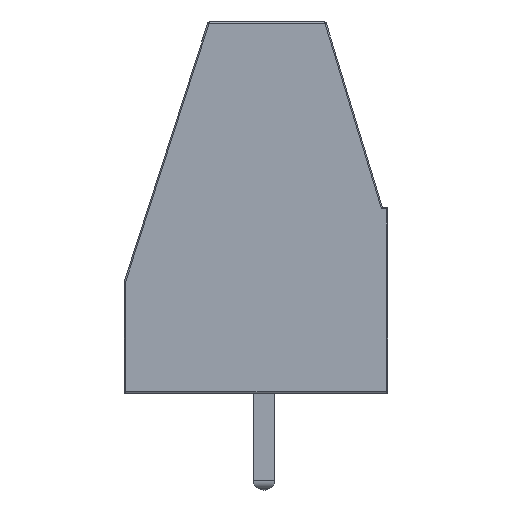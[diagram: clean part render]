
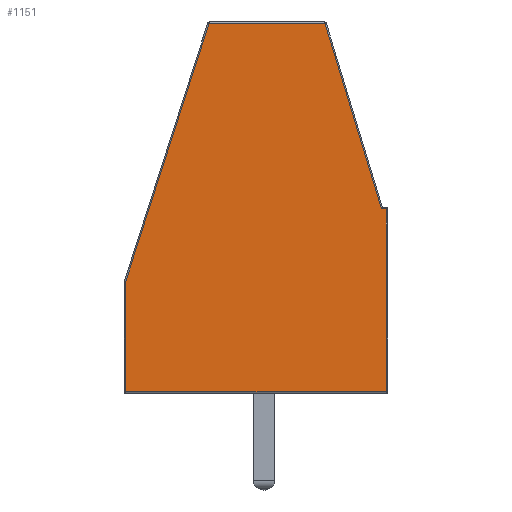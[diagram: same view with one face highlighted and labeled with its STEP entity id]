
A CAD part, left-side view. The second image highlights one B-rep face of the part: STEP entity #1151.
In plain terms, the highlighted planar face has unit normal (-1, 0, 0).
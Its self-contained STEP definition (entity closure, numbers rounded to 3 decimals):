
#167 = VERTEX_POINT('',#168);
#168 = CARTESIAN_POINT('',(-2.54,-2.263,13.85));
#183 = EDGE_CURVE('',#184,#167,#186,.T.);
#184 = VERTEX_POINT('',#185);
#185 = CARTESIAN_POINT('',(-2.54,-4.363,6.95));
#186 = LINE('',#187,#188);
#187 = CARTESIAN_POINT('',(-2.54,-4.352,6.985));
#188 = VECTOR('',#189,1.);
#189 = DIRECTION('',(0.,0.291,0.957));
#1131 = VERTEX_POINT('',#1132);
#1132 = CARTESIAN_POINT('',(-2.54,-4.55,6.95));
#1141 = EDGE_CURVE('',#1131,#184,#1142,.T.);
#1142 = LINE('',#1143,#1144);
#1143 = CARTESIAN_POINT('',(-2.54,-4.6,6.95));
#1144 = VECTOR('',#1145,1.);
#1145 = DIRECTION('',(0.,1.,0.));
#1151 = ADVANCED_FACE('',(#1152),#1194,.T.);
#1152 = FACE_BOUND('',#1153,.T.);
#1153 = EDGE_LOOP('',(#1154,#1164,#1170,#1171,#1172,#1180,#1188));
#1154 = ORIENTED_EDGE('',*,*,#1155,.T.);
#1155 = EDGE_CURVE('',#1156,#1158,#1160,.T.);
#1156 = VERTEX_POINT('',#1157);
#1157 = CARTESIAN_POINT('',(-2.54,5.15,0.15));
#1158 = VERTEX_POINT('',#1159);
#1159 = CARTESIAN_POINT('',(-2.54,-4.55,0.15));
#1160 = LINE('',#1161,#1162);
#1161 = CARTESIAN_POINT('',(-2.54,5.2,0.15));
#1162 = VECTOR('',#1163,1.);
#1163 = DIRECTION('',(0.,-1.,0.));
#1164 = ORIENTED_EDGE('',*,*,#1165,.T.);
#1165 = EDGE_CURVE('',#1158,#1131,#1166,.T.);
#1166 = LINE('',#1167,#1168);
#1167 = CARTESIAN_POINT('',(-2.54,-4.55,0.1));
#1168 = VECTOR('',#1169,1.);
#1169 = DIRECTION('',(0.,0.,1.));
#1170 = ORIENTED_EDGE('',*,*,#1141,.T.);
#1171 = ORIENTED_EDGE('',*,*,#183,.T.);
#1172 = ORIENTED_EDGE('',*,*,#1173,.T.);
#1173 = EDGE_CURVE('',#167,#1174,#1176,.T.);
#1174 = VERTEX_POINT('',#1175);
#1175 = CARTESIAN_POINT('',(-2.54,2.044,13.85));
#1176 = LINE('',#1177,#1178);
#1177 = CARTESIAN_POINT('',(-2.54,-2.3,13.85));
#1178 = VECTOR('',#1179,1.);
#1179 = DIRECTION('',(0.,1.,0.));
#1180 = ORIENTED_EDGE('',*,*,#1181,.T.);
#1181 = EDGE_CURVE('',#1174,#1182,#1184,.T.);
#1182 = VERTEX_POINT('',#1183);
#1183 = CARTESIAN_POINT('',(-2.54,5.15,4.232));
#1184 = LINE('',#1185,#1186);
#1185 = CARTESIAN_POINT('',(-2.54,2.032,13.885));
#1186 = VECTOR('',#1187,1.);
#1187 = DIRECTION('',(0.,0.307,-0.952));
#1188 = ORIENTED_EDGE('',*,*,#1189,.T.);
#1189 = EDGE_CURVE('',#1182,#1156,#1190,.T.);
#1190 = LINE('',#1191,#1192);
#1191 = CARTESIAN_POINT('',(-2.54,5.15,4.24));
#1192 = VECTOR('',#1193,1.);
#1193 = DIRECTION('',(0.,0.,-1.));
#1194 = PLANE('',#1195);
#1195 = AXIS2_PLACEMENT_3D('',#1196,#1197,#1198);
#1196 = CARTESIAN_POINT('',(-2.54,0.097,6.175));
#1197 = DIRECTION('',(-1.,0.,0.));
#1198 = DIRECTION('',(0.,0.,-1.));
